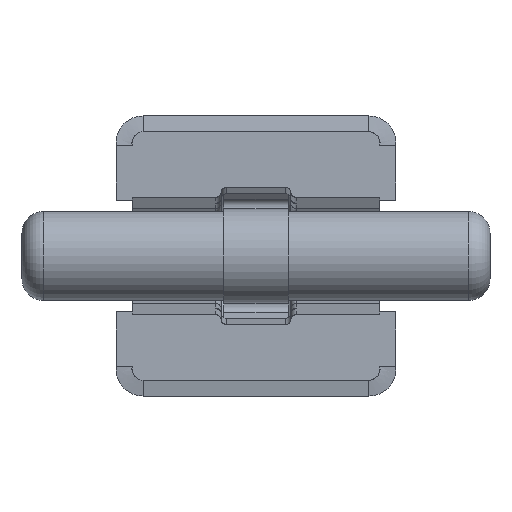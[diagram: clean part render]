
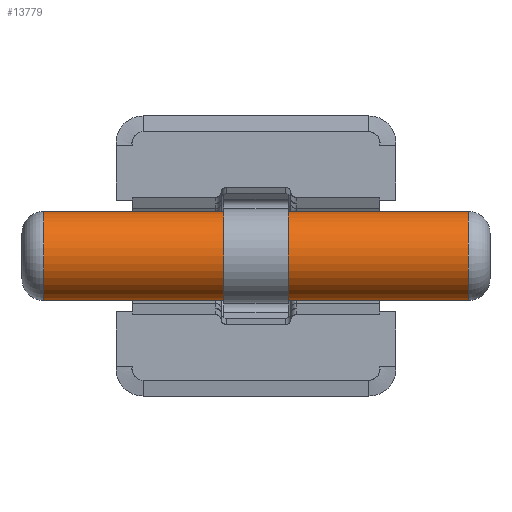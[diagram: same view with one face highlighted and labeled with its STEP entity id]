
A CAD part, front view. The second image highlights one B-rep face of the part: STEP entity #13779.
In plain terms, the highlighted cylindrical face has radius 8.25 mm (diameter 16.5 mm), a partial arc.
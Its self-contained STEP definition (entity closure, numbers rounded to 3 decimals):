
#11090=DIRECTION('',(1.,0.,0.));
#11091=VECTOR('',#11090,7.);
#11092=CARTESIAN_POINT('',(32.5,8.25,0.));
#11093=LINE('',#11092,#11091);
#11094=DIRECTION('',(1.,0.,0.));
#11095=VECTOR('',#11094,7.);
#11096=CARTESIAN_POINT('',(-39.5,8.25,0.));
#11097=LINE('',#11096,#11095);
#11457=DIRECTION('',(1.,0.,0.));
#11458=VECTOR('',#11457,7.);
#11459=CARTESIAN_POINT('',(-39.5,-8.25,0.));
#11460=LINE('',#11459,#11458);
#11461=DIRECTION('',(1.,0.,0.));
#11462=VECTOR('',#11461,7.);
#11463=CARTESIAN_POINT('',(32.5,-8.25,0.));
#11464=LINE('',#11463,#11462);
#11478=CARTESIAN_POINT('',(39.5,0.,0.));
#11479=DIRECTION('',(-1.,0.,0.));
#11480=DIRECTION('',(0.,-1.,0.));
#11481=AXIS2_PLACEMENT_3D('',#11478,#11479,#11480);
#11493=CARTESIAN_POINT('',(25.5,0.,0.));
#11494=DIRECTION('',(1.,0.,0.));
#11495=DIRECTION('',(0.,-1.,0.));
#11496=AXIS2_PLACEMENT_3D('',#11493,#11494,#11495);
#11498=CARTESIAN_POINT('',(-25.5,0.,0.));
#11499=DIRECTION('',(1.,0.,0.));
#11500=DIRECTION('',(0.,-1.,0.));
#11501=AXIS2_PLACEMENT_3D('',#11498,#11499,#11500);
#11503=CARTESIAN_POINT('',(-25.5,0.,0.));
#11504=DIRECTION('',(1.,0.,0.));
#11505=DIRECTION('',(0.,0.152,-0.988));
#11506=AXIS2_PLACEMENT_3D('',#11503,#11504,#11505);
#11508=DIRECTION('',(1.,0.,0.));
#11509=VECTOR('',#11508,51.);
#11510=CARTESIAN_POINT('',(-25.5,8.25,0.));
#11511=LINE('',#11510,#11509);
#11512=CARTESIAN_POINT('',(25.5,0.,0.));
#11513=DIRECTION('',(1.,0.,0.));
#11514=DIRECTION('',(0.,0.152,-0.988));
#11515=AXIS2_PLACEMENT_3D('',#11512,#11513,#11514);
#11521=CARTESIAN_POINT('',(25.5,-1.25,-8.155));
#11522=CARTESIAN_POINT('',(25.5,-1.628,-8.097));
#11523=CARTESIAN_POINT('',(25.561,-2.401,
-7.924));
#11524=CARTESIAN_POINT('',(25.859,-3.575,
-7.473));
#11525=CARTESIAN_POINT('',(26.376,-4.719,
-6.812));
#11526=CARTESIAN_POINT('',(27.115,-5.789,
-5.935));
#11527=CARTESIAN_POINT('',(28.104,-6.759,
-4.812));
#11528=CARTESIAN_POINT('',(29.339,-7.558,
-3.443));
#11529=CARTESIAN_POINT('',(30.831,-8.112,
-1.812));
#11530=CARTESIAN_POINT('',(31.929,-8.25,-0.62));
#11531=CARTESIAN_POINT('',(32.5,-8.25,0.));
#11855=CARTESIAN_POINT('',(32.5,8.25,0.));
#11856=CARTESIAN_POINT('',(31.928,8.25,-0.621));
#11857=CARTESIAN_POINT('',(30.831,8.112,
-1.812));
#11858=CARTESIAN_POINT('',(29.342,7.559,
-3.44));
#11859=CARTESIAN_POINT('',(28.109,6.763,
-4.806));
#11860=CARTESIAN_POINT('',(27.121,5.796,
-5.929));
#11861=CARTESIAN_POINT('',(26.382,4.729,
-6.804));
#11862=CARTESIAN_POINT('',(25.864,3.591,
-7.465));
#11863=CARTESIAN_POINT('',(25.56,2.4,
-7.926));
#11864=CARTESIAN_POINT('',(25.5,1.627,-8.097));
#11865=CARTESIAN_POINT('',(25.5,1.25,-8.155));
#11890=CARTESIAN_POINT('',(-25.5,1.25,-8.155));
#11891=CARTESIAN_POINT('',(-25.5,1.628,-8.097));
#11892=CARTESIAN_POINT('',(-25.561,2.401,
-7.924));
#11893=CARTESIAN_POINT('',(-25.86,3.577,
-7.472));
#11894=CARTESIAN_POINT('',(-26.377,4.72,
-6.811));
#11895=CARTESIAN_POINT('',(-27.117,5.79,
-5.934));
#11896=CARTESIAN_POINT('',(-28.105,6.759,
-4.812));
#11897=CARTESIAN_POINT('',(-29.338,7.557,
-3.445));
#11898=CARTESIAN_POINT('',(-30.829,8.112,
-1.814));
#11899=CARTESIAN_POINT('',(-31.928,8.25,-0.621));
#11900=CARTESIAN_POINT('',(-32.5,8.25,0.));
#12238=CARTESIAN_POINT('',(-32.5,-8.25,0.));
#12239=CARTESIAN_POINT('',(-31.929,-8.25,-0.62));
#12240=CARTESIAN_POINT('',(-30.832,-8.113,
-1.81));
#12241=CARTESIAN_POINT('',(-29.343,-7.56,
-3.439));
#12242=CARTESIAN_POINT('',(-28.109,-6.763,
-4.807));
#12243=CARTESIAN_POINT('',(-27.12,-5.794,
-5.93));
#12244=CARTESIAN_POINT('',(-26.38,-4.726,
-6.806));
#12245=CARTESIAN_POINT('',(-25.863,-3.588,
-7.466));
#12246=CARTESIAN_POINT('',(-25.561,-2.4,
-7.925));
#12247=CARTESIAN_POINT('',(-25.5,-1.627,-8.097));
#12248=CARTESIAN_POINT('',(-25.5,-1.25,-8.155));
#12269=DIRECTION('',(1.,0.,0.));
#12270=VECTOR('',#12269,51.);
#12271=CARTESIAN_POINT('',(-25.5,-8.25,0.));
#12272=LINE('',#12271,#12270);
#12285=CARTESIAN_POINT('',(-39.5,0.,0.));
#12286=DIRECTION('',(1.,0.,0.));
#12287=DIRECTION('',(0.,1.,0.));
#12288=AXIS2_PLACEMENT_3D('',#12285,#12286,#12287);
#12961=CARTESIAN_POINT('',(-25.5,1.25,-8.155));
#12962=CARTESIAN_POINT('',(-25.5,8.25,0.));
#12963=VERTEX_POINT('',#12961);
#12964=VERTEX_POINT('',#12962);
#12973=CARTESIAN_POINT('',(25.5,1.25,-8.155));
#12974=CARTESIAN_POINT('',(25.5,8.25,0.));
#12975=VERTEX_POINT('',#12973);
#12976=VERTEX_POINT('',#12974);
#12977=VERTEX_POINT('',#11900);
#12978=VERTEX_POINT('',#11855);
#12987=CARTESIAN_POINT('',(25.5,-8.25,0.));
#12988=CARTESIAN_POINT('',(25.5,-1.25,-8.155));
#12989=VERTEX_POINT('',#12987);
#12990=VERTEX_POINT('',#12988);
#12991=CARTESIAN_POINT('',(-25.5,-8.25,0.));
#12992=CARTESIAN_POINT('',(-25.5,-1.25,-8.155));
#12993=VERTEX_POINT('',#12991);
#12994=VERTEX_POINT('',#12992);
#12995=VERTEX_POINT('',#11531);
#12996=VERTEX_POINT('',#12238);
#12998=CARTESIAN_POINT('',(39.5,-8.25,0.));
#13000=VERTEX_POINT('',#12998);
#13005=CARTESIAN_POINT('',(39.5,8.25,0.));
#13006=VERTEX_POINT('',#13005);
#13017=CARTESIAN_POINT('',(-39.5,8.25,0.));
#13018=VERTEX_POINT('',#13017);
#13021=CARTESIAN_POINT('',(-39.5,-8.25,0.));
#13022=VERTEX_POINT('',#13021);
#13745=CARTESIAN_POINT('',(-43.5,0.,0.));
#13746=DIRECTION('',(1.,0.,0.));
#13747=DIRECTION('',(0.,-1.,0.));
#13748=AXIS2_PLACEMENT_3D('',#13745,#13746,#13747);
#13749=CYLINDRICAL_SURFACE('',#13748,8.25);
#13750=ORIENTED_EDGE('',*,*,#13736,.F.);
#13751=ORIENTED_EDGE('',*,*,#13712,.F.);
#13753=ORIENTED_EDGE('',*,*,#13752,.F.);
#13755=ORIENTED_EDGE('',*,*,#13754,.F.);
#13757=ORIENTED_EDGE('',*,*,#13756,.F.);
#13759=ORIENTED_EDGE('',*,*,#13758,.T.);
#13761=ORIENTED_EDGE('',*,*,#13760,.F.);
#13762=ORIENTED_EDGE('',*,*,#13704,.F.);
#13764=ORIENTED_EDGE('',*,*,#13763,.F.);
#13765=ORIENTED_EDGE('',*,*,#13451,.T.);
#13767=ORIENTED_EDGE('',*,*,#13766,.F.);
#13769=ORIENTED_EDGE('',*,*,#13768,.T.);
#13771=ORIENTED_EDGE('',*,*,#13770,.T.);
#13773=ORIENTED_EDGE('',*,*,#13772,.F.);
#13775=ORIENTED_EDGE('',*,*,#13774,.F.);
#13776=ORIENTED_EDGE('',*,*,#13443,.T.);
#13777=EDGE_LOOP('',(#13750,#13751,#13753,#13755,#13757,#13759,#13761,#13762,
#13764,#13765,#13767,#13769,#13771,#13773,#13775,#13776));
#13778=FACE_OUTER_BOUND('',#13777,.F.);
#13779=ADVANCED_FACE('',(#13778),#13749,.T.);
#11482=CIRCLE('',#11481,8.25);
#11497=CIRCLE('',#11496,8.25);
#11502=CIRCLE('',#11501,8.25);
#11507=CIRCLE('',#11506,8.25);
#11516=CIRCLE('',#11515,8.25);
#11532=B_SPLINE_CURVE_WITH_KNOTS('',3,(#11521,#11522,#11523,#11524,#11525,
#11526,#11527,#11528,#11529,#11530,#11531),.UNSPECIFIED.,.F.,.F.,(4,1,1,1,1,1,1,
1,4),(0.,0.125,0.25,0.375,0.5,0.625,0.75,0.875,1.),
.UNSPECIFIED.);
#11866=B_SPLINE_CURVE_WITH_KNOTS('',3,(#11855,#11856,#11857,#11858,#11859,
#11860,#11861,#11862,#11863,#11864,#11865),.UNSPECIFIED.,.F.,.F.,(4,1,1,1,1,1,1,
1,4),(0.,0.125,0.25,0.375,0.5,0.625,0.75,0.875,1.),
.UNSPECIFIED.);
#11901=B_SPLINE_CURVE_WITH_KNOTS('',3,(#11890,#11891,#11892,#11893,#11894,
#11895,#11896,#11897,#11898,#11899,#11900),.UNSPECIFIED.,.F.,.F.,(4,1,1,1,1,1,1,
1,4),(0.,0.125,0.25,0.375,0.5,0.625,0.75,0.875,1.),
.UNSPECIFIED.);
#12249=B_SPLINE_CURVE_WITH_KNOTS('',3,(#12238,#12239,#12240,#12241,#12242,
#12243,#12244,#12245,#12246,#12247,#12248),.UNSPECIFIED.,.F.,.F.,(4,1,1,1,1,1,1,
1,4),(0.,0.125,0.25,0.375,0.5,0.625,0.75,0.875,1.),
.UNSPECIFIED.);
#12289=CIRCLE('',#12288,8.25);
#13443=EDGE_CURVE('',#12978,#13006,#11093,.T.);
#13451=EDGE_CURVE('',#13018,#12977,#11097,.T.);
#13704=EDGE_CURVE('',#13022,#12996,#11460,.T.);
#13712=EDGE_CURVE('',#12995,#13000,#11464,.T.);
#13736=EDGE_CURVE('',#13000,#13006,#11482,.T.);
#13752=EDGE_CURVE('',#12990,#12995,#11532,.T.);
#13754=EDGE_CURVE('',#12989,#12990,#11497,.T.);
#13756=EDGE_CURVE('',#12993,#12989,#12272,.T.);
#13758=EDGE_CURVE('',#12993,#12994,#11502,.T.);
#13760=EDGE_CURVE('',#12996,#12994,#12249,.T.);
#13763=EDGE_CURVE('',#13018,#13022,#12289,.T.);
#13766=EDGE_CURVE('',#12963,#12977,#11901,.T.);
#13768=EDGE_CURVE('',#12963,#12964,#11507,.T.);
#13770=EDGE_CURVE('',#12964,#12976,#11511,.T.);
#13772=EDGE_CURVE('',#12975,#12976,#11516,.T.);
#13774=EDGE_CURVE('',#12978,#12975,#11866,.T.);
